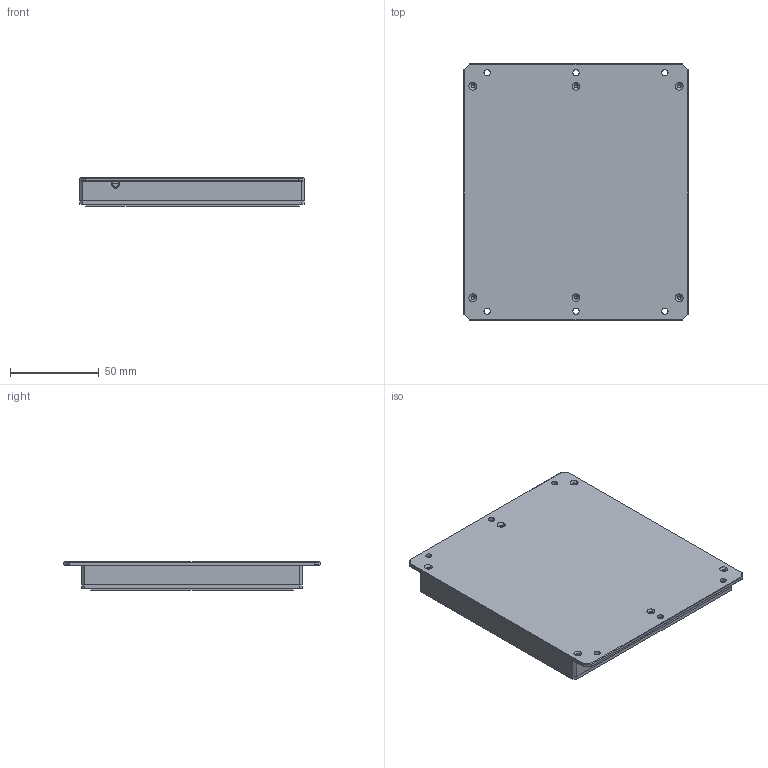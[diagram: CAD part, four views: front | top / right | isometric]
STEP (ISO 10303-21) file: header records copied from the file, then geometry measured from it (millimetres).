
FILE_DESCRIPTION (( 'STEP AP214' ), '1' );
FILE_NAME ('660405-W.STEP', '2019-03-12T09:39:21', ( '' ), ( '' ), 'SwSTEP 2.0', 'SolidWorks 2016', '' );
FILE_SCHEMA (( 'AUTOMOTIVE_DESIGN' ));
Length unit declared in the file: millimetre
Products named in the file (1): 660405-W
Bounding box: 126 x 144 x 16 mm (x, y, z)
Volume: 115243.5 mm3; surface area: 113647.1 mm2
Topology: 4 solids, 4 shells, 2126 faces, 5149 edges, 3399 vertices
Faces by surface type: plane 1933, cylinder 86, bspline 57, cone 50
Entity records: 83515 total; most frequent: CARTESIAN_POINT 11536, ORIENTED_EDGE 10250, DIRECTION 9349, EDGE_CURVE 5125, LINE 4813, VECTOR 4813, VERTEX_POINT 3399, EDGE_LOOP 2556
